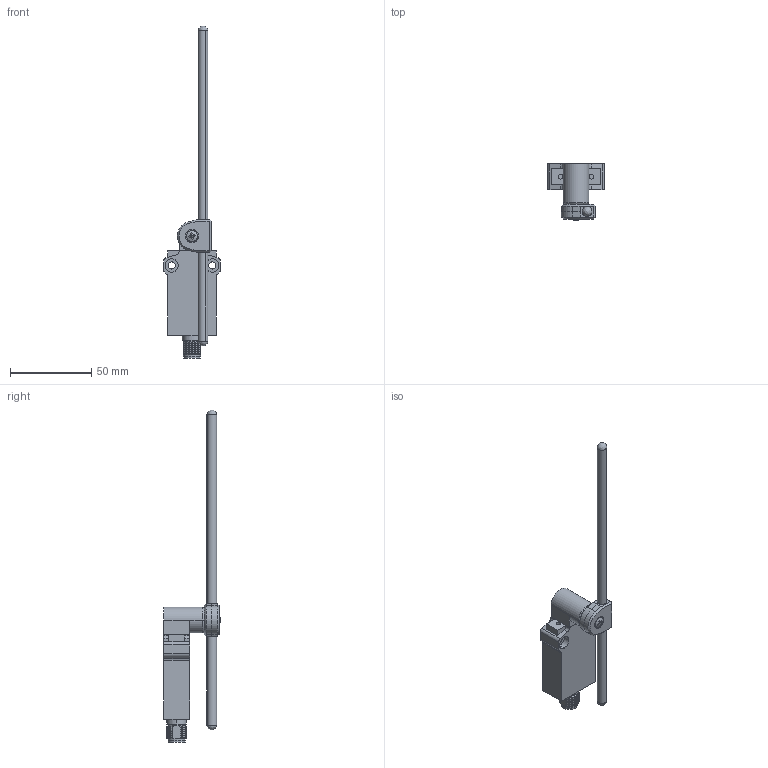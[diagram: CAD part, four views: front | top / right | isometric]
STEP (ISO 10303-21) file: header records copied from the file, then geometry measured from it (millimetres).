
FILE_DESCRIPTION (( 'STEP AP214' ), '1' );
FILE_NAME ('AEM2G7420Z11M.step', '2017-12-19T21:33:59', ( '' ), ( '' ), 'SwSTEP 2.0', 'SolidWorks 2017', '' );
FILE_SCHEMA (( 'AUTOMOTIVE_DESIGN' ));
Length unit declared in the file: inch
Products named in the file (1): AEM2G7420Z11M
Bounding box: 35 x 34.9 x 204.46 mm (x, y, z)
Volume: 38408.3 mm3; surface area: 15541.2 mm2
Topology: 6 solids, 6 shells, 220 faces, 547 edges, 350 vertices
Faces by surface type: plane 98, cylinder 77, cone 33, bspline 12
Full cylindrical faces by diameter (mm): 3.5 x2
Entity records: 15479 total; most frequent: CARTESIAN_POINT 7376, ORIENTED_EDGE 1086, DIRECTION 1043, EDGE_CURVE 543, AXIS2_PLACEMENT_3D 382, VERTEX_POINT 350, LINE 279, VECTOR 279
